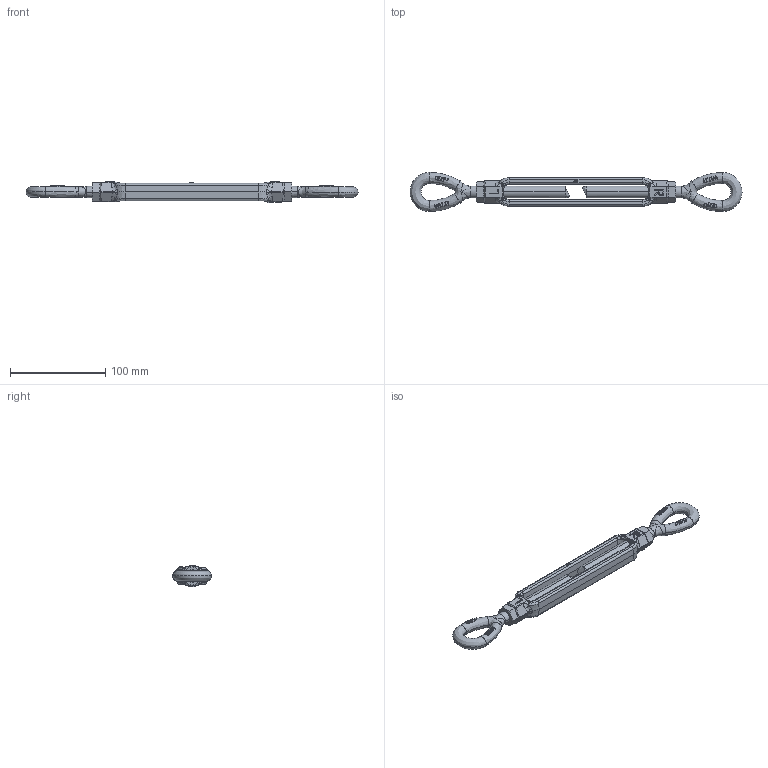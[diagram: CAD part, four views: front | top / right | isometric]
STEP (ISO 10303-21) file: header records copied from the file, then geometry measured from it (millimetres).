
FILE_DESCRIPTION(('STEP AP214'),'1');
FILE_NAME('ssgpoo1206.stp','2017-03-31T06:46:09',('TraceParts'),('TraceParts S.A.'),'Spatial InterOp 3D',' ',' ');
FILE_SCHEMA(('automotive_design'));
Length unit declared in the file: millimetre
Products named in the file (8): ssgpoo1206_1; ssgpoo1206_2; ssgpoo1206_3; ssgpoo1206_4; ssgpoo1206_5; ssgpoo1206_6; ssgpoo1206_7; ssgpoo1206_8
Bounding box: 347.95 x 41 x 22.6 mm (x, y, z)
Volume: 97415.9 mm3; surface area: 40388.4 mm2
Topology: 8 solids, 8 shells, 576 faces, 1472 edges, 910 vertices
Faces by surface type: plane 248, bspline 158, cylinder 114, cone 56
Entity records: 30266 total; most frequent: CARTESIAN_POINT 13445, ORIENTED_EDGE 2916, DIRECTION 1904, EDGE_CURVE 1458, VERTEX_POINT 912, AXIS2_PLACEMENT_3D 676, EDGE_LOOP 602, B_SPLINE_CURVE_WITH_KNOTS 587
